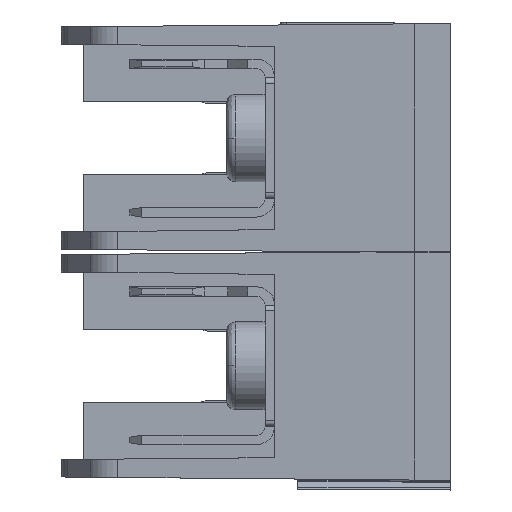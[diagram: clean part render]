
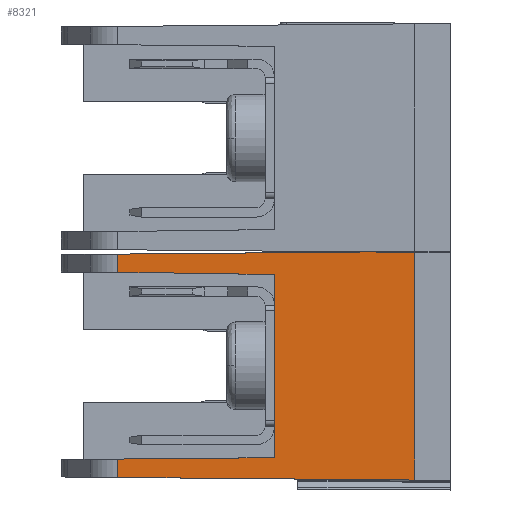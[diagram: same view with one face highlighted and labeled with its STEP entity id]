
A CAD part, left-side view. The second image highlights one B-rep face of the part: STEP entity #8321.
In plain terms, the highlighted planar face has unit normal (-1, 0.026, 0).
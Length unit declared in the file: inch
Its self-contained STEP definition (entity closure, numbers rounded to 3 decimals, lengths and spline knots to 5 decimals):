
#479 = LINE ( 'NONE', #7924, #18936 ) ;
#584 = LINE ( 'NONE', #22521, #23980 ) ;
#727 = ORIENTED_EDGE ( 'NONE', *, *, #8309, .F. ) ;
#774 = LINE ( 'NONE', #9475, #18647 ) ;
#1937 = EDGE_CURVE ( 'NONE', #15621, #13807, #29104, .T. ) ;
#2646 = EDGE_CURVE ( 'NONE', #26945, #8740, #30030, .T. ) ;
#2702 = CARTESIAN_POINT ( 'NONE',  ( -1.28173, -0.19074, -1.09292 ) ) ;
#4261 = CARTESIAN_POINT ( 'NONE',  ( -1.26397, 0.48747, -1.15878 ) ) ;
#5087 = EDGE_CURVE ( 'NONE', #8740, #7578, #12787, .T. ) ;
#5143 = VECTOR ( 'NONE', #10473, 39.37008 ) ;
#5718 = CARTESIAN_POINT ( 'NONE',  ( -1.26791, 0.33731, -0.46914 ) ) ;
#5847 = CARTESIAN_POINT ( 'NONE',  ( -1.26791, 0.33731, -1.16009 ) ) ;
#6331 = DIRECTION ( 'NONE',  ( 0., 0., -1. ) ) ;
#6350 = CARTESIAN_POINT ( 'NONE',  ( -1.2941, -0.66318, -0.39837 ) ) ;
#6388 = VERTEX_POINT ( 'NONE', #16252 ) ;
#6440 = CARTESIAN_POINT ( 'NONE',  ( -1.26791, 0.33731, -0.4071 ) ) ;
#7570 = CARTESIAN_POINT ( 'NONE',  ( -1.28345, -0.25612, -0.47432 ) ) ;
#7578 = VERTEX_POINT ( 'NONE', #9007 ) ;
#7589 = VERTEX_POINT ( 'NONE', #6440 ) ;
#7924 = CARTESIAN_POINT ( 'NONE',  ( -1.26791, 0.33731, -1.20013 ) ) ;
#7967 = ORIENTED_EDGE ( 'NONE', *, *, #23626, .F. ) ;
#8309 = EDGE_CURVE ( 'NONE', #11345, #13807, #774, .T. ) ;
#8321 = ADVANCED_FACE ( 'NONE', ( #25966 ), #23438, .F. ) ;
#8740 = VERTEX_POINT ( 'NONE', #17240 ) ;
#9007 = CARTESIAN_POINT ( 'NONE',  ( -1.27859, -0.07059, -0.47426 ) ) ;
#9391 = DIRECTION ( 'NONE',  ( 0., 0., -1. ) ) ;
#9475 = CARTESIAN_POINT ( 'NONE',  ( -1.2941, -0.66318, -1.20013 ) ) ;
#9734 = ORIENTED_EDGE ( 'NONE', *, *, #15328, .T. ) ;
#10473 = DIRECTION ( 'NONE',  ( -0.026, -1., -0.009 ) ) ;
#10988 = LINE ( 'NONE', #22042, #19285 ) ;
#11149 = ORIENTED_EDGE ( 'NONE', *, *, #2646, .T. ) ;
#11345 = VERTEX_POINT ( 'NONE', #6350 ) ;
#11401 = ORIENTED_EDGE ( 'NONE', *, *, #27015, .T. ) ;
#11945 = VECTOR ( 'NONE', #6331, 39.37008 ) ;
#12787 = LINE ( 'NONE', #29464, #18481 ) ;
#13394 = AXIS2_PLACEMENT_3D ( 'NONE', #14737, #20364, #23620 ) ;
#13680 = EDGE_CURVE ( 'NONE', #11345, #7589, #584, .T. ) ;
#13807 = VERTEX_POINT ( 'NONE', #34822 ) ;
#14567 = EDGE_CURVE ( 'NONE', #6388, #26574, #35569, .T. ) ;
#14737 = CARTESIAN_POINT ( 'NONE',  ( -1.28328, -0.24979, -1.20013 ) ) ;
#15067 = EDGE_CURVE ( 'NONE', #16071, #26574, #23183, .T. ) ;
#15328 = EDGE_CURVE ( 'NONE', #7589, #26945, #479, .T. ) ;
#15621 = VERTEX_POINT ( 'NONE', #5847 ) ;
#15981 = VERTEX_POINT ( 'NONE', #21603 ) ;
#16071 = VERTEX_POINT ( 'NONE', #20296 ) ;
#16191 = LINE ( 'NONE', #24338, #21732 ) ;
#16252 = CARTESIAN_POINT ( 'NONE',  ( -1.27859, -0.07059, -1.09292 ) ) ;
#16327 = ORIENTED_EDGE ( 'NONE', *, *, #13680, .T. ) ;
#17240 = CARTESIAN_POINT ( 'NONE',  ( -1.27856, -0.06968, -0.47269 ) ) ;
#18012 = DIRECTION ( 'NONE',  ( 0.026, 1., 0. ) ) ;
#18427 = ORIENTED_EDGE ( 'NONE', *, *, #35201, .T. ) ;
#18455 = VECTOR ( 'NONE', #32346, 39.37008 ) ;
#18481 = VECTOR ( 'NONE', #26384, 39.37008 ) ;
#18647 = VECTOR ( 'NONE', #28695, 39.37008 ) ;
#18936 = VECTOR ( 'NONE', #19166, 39.37008 ) ;
#19010 = VERTEX_POINT ( 'NONE', #32281 ) ;
#19166 = DIRECTION ( 'NONE',  ( 0., 0., -1. ) ) ;
#19285 = VECTOR ( 'NONE', #33086, 39.37008 ) ;
#20296 = CARTESIAN_POINT ( 'NONE',  ( -1.28173, -0.19074, -0.47426 ) ) ;
#20355 = EDGE_CURVE ( 'NONE', #19010, #15981, #16191, .T. ) ;
#20364 = DIRECTION ( 'NONE',  ( 1., -0.026, 0. ) ) ;
#21216 = VECTOR ( 'NONE', #35387, 39.37008 ) ;
#21603 = CARTESIAN_POINT ( 'NONE',  ( -1.26791, 0.33731, -1.09804 ) ) ;
#21687 = ORIENTED_EDGE ( 'NONE', *, *, #1937, .T. ) ;
#21732 = VECTOR ( 'NONE', #35384, 39.37008 ) ;
#22042 = CARTESIAN_POINT ( 'NONE',  ( -1.27855, -0.069, -1.09567 ) ) ;
#22303 = VECTOR ( 'NONE', #18012, 39.37008 ) ;
#22521 = CARTESIAN_POINT ( 'NONE',  ( -1.29831, -0.82384, -0.39696 ) ) ;
#23183 = LINE ( 'NONE', #34223, #23536 ) ;
#23438 = PLANE ( 'NONE',  #13394 ) ;
#23536 = VECTOR ( 'NONE', #9391, 39.37008 ) ;
#23620 = DIRECTION ( 'NONE',  ( 0.026, 1., 0. ) ) ;
#23626 = EDGE_CURVE ( 'NONE', #16071, #7578, #29055, .T. ) ;
#23965 = CARTESIAN_POINT ( 'NONE',  ( -1.28328, -0.24979, -0.47426 ) ) ;
#23980 = VECTOR ( 'NONE', #28484, 39.37008 ) ;
#24338 = CARTESIAN_POINT ( 'NONE',  ( -1.28326, -0.24886, -1.09293 ) ) ;
#24343 = CARTESIAN_POINT ( 'NONE',  ( -1.28328, -0.24979, -1.09292 ) ) ;
#24626 = ORIENTED_EDGE ( 'NONE', *, *, #20355, .T. ) ;
#25924 = CARTESIAN_POINT ( 'NONE',  ( -1.26791, 0.33731, -1.20013 ) ) ;
#25966 = FACE_OUTER_BOUND ( 'NONE', #28786, .T. ) ;
#26384 = DIRECTION ( 'NONE',  ( -0.013, -0.5, -0.866 ) ) ;
#26574 = VERTEX_POINT ( 'NONE', #2702 ) ;
#26581 = ORIENTED_EDGE ( 'NONE', *, *, #14567, .F. ) ;
#26945 = VERTEX_POINT ( 'NONE', #5718 ) ;
#27015 = EDGE_CURVE ( 'NONE', #6388, #19010, #10988, .T. ) ;
#28410 = ORIENTED_EDGE ( 'NONE', *, *, #15067, .T. ) ;
#28484 = DIRECTION ( 'NONE',  ( 0.026, 1., -0.009 ) ) ;
#28695 = DIRECTION ( 'NONE',  ( 0., 0., -1. ) ) ;
#28786 = EDGE_LOOP ( 'NONE', ( #24626, #18427, #21687, #727, #16327, #9734, #11149, #35096, #7967, #28410, #26581, #11401 ) ) ;
#29055 = LINE ( 'NONE', #23965, #22303 ) ;
#29104 = LINE ( 'NONE', #4261, #18455 ) ;
#29464 = CARTESIAN_POINT ( 'NONE',  ( -1.28799, -0.42967, -1.09621 ) ) ;
#30030 = LINE ( 'NONE', #7570, #5143 ) ;
#32281 = CARTESIAN_POINT ( 'NONE',  ( -1.27856, -0.06968, -1.09449 ) ) ;
#32346 = DIRECTION ( 'NONE',  ( -0.026, -1., -0.009 ) ) ;
#33086 = DIRECTION ( 'NONE',  ( 0.013, 0.5, -0.866 ) ) ;
#33534 = LINE ( 'NONE', #25924, #11945 ) ;
#34223 = CARTESIAN_POINT ( 'NONE',  ( -1.28173, -0.19074, -1.20013 ) ) ;
#34822 = CARTESIAN_POINT ( 'NONE',  ( -1.2941, -0.66318, -1.16882 ) ) ;
#35096 = ORIENTED_EDGE ( 'NONE', *, *, #5087, .T. ) ;
#35201 = EDGE_CURVE ( 'NONE', #15981, #15621, #33534, .T. ) ;
#35384 = DIRECTION ( 'NONE',  ( 0.026, 1., -0.009 ) ) ;
#35387 = DIRECTION ( 'NONE',  ( -0.026, -1., 0. ) ) ;
#35569 = LINE ( 'NONE', #24343, #21216 ) ;
